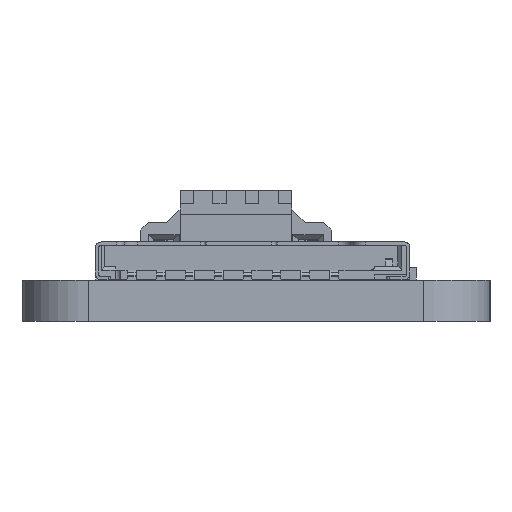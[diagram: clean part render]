
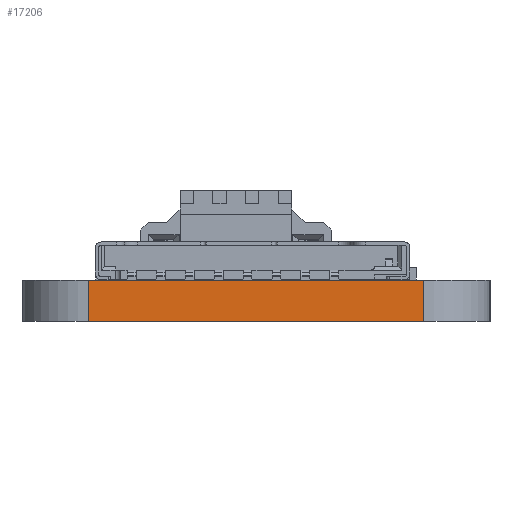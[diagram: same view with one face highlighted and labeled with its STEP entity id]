
A CAD part, front view. The second image highlights one B-rep face of the part: STEP entity #17206.
In plain terms, the highlighted planar face has unit normal (0, -1, 0).
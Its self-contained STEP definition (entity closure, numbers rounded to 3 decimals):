
#218=PLANE('',#18379);
#988=FACE_OUTER_BOUND('',#1975,.T.);
#1975=EDGE_LOOP('',(#12023,#12024,#12025,#12026));
#3473=LINE('',#24994,#5532);
#3485=LINE('',#25017,#5544);
#3487=LINE('',#25021,#5546);
#3488=LINE('',#25022,#5547);
#5532=VECTOR('',#20041,10.);
#5544=VECTOR('',#20071,10.);
#5546=VECTOR('',#20075,10.);
#5547=VECTOR('',#20076,10.);
#7637=VERTEX_POINT('',#24991);
#7638=VERTEX_POINT('',#24993);
#7640=VERTEX_POINT('',#25015);
#7641=VERTEX_POINT('',#25020);
#9358=EDGE_CURVE('',#7637,#7638,#3473,.T.);
#9373=EDGE_CURVE('',#7640,#7637,#3485,.T.);
#9375=EDGE_CURVE('',#7640,#7641,#3487,.T.);
#9376=EDGE_CURVE('',#7638,#7641,#3488,.T.);
#12023=ORIENTED_EDGE('',*,*,#9373,.F.);
#12024=ORIENTED_EDGE('',*,*,#9375,.T.);
#12025=ORIENTED_EDGE('',*,*,#9376,.F.);
#12026=ORIENTED_EDGE('',*,*,#9358,.F.);
#17206=ADVANCED_FACE('',(#988),#218,.T.);
#18379=AXIS2_PLACEMENT_3D('',#25019,#20073,#20074);
#20041=DIRECTION('',(0.,0.,1.));
#20071=DIRECTION('',(-1.,0.,0.));
#20073=DIRECTION('center_axis',(0.,-1.,0.));
#20074=DIRECTION('ref_axis',(1.,0.,0.));
#20075=DIRECTION('',(0.,0.,1.));
#20076=DIRECTION('',(1.,0.,0.));
#24991=CARTESIAN_POINT('',(2.54,0.,0.));
#24993=CARTESIAN_POINT('',(2.54,0.,1.57));
#24994=CARTESIAN_POINT('',(2.54,0.,0.));
#25015=CARTESIAN_POINT('',(15.24,0.,0.));
#25017=CARTESIAN_POINT('',(15.24,0.,0.));
#25019=CARTESIAN_POINT('Origin',(2.54,0.,0.));
#25020=CARTESIAN_POINT('',(15.24,0.,1.57));
#25021=CARTESIAN_POINT('',(15.24,0.,0.));
#25022=CARTESIAN_POINT('',(15.24,0.,1.57));
